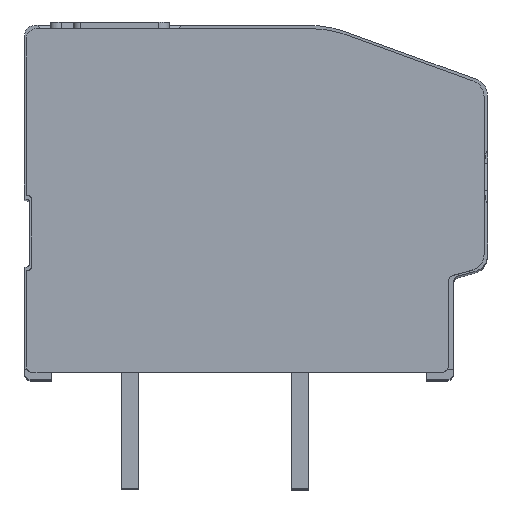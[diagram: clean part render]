
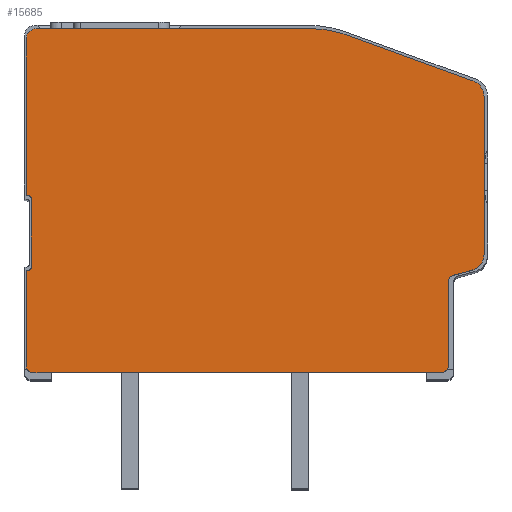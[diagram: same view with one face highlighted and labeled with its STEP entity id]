
A CAD part, top view. The second image highlights one B-rep face of the part: STEP entity #15685.
In plain terms, the highlighted planar face has unit normal (0, 0, 1).
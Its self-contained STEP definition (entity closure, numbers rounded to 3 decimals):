
#201=PLANE('',#16589);
#1246=LINE('',#22489,#2522);
#1248=LINE('',#22493,#2524);
#1251=LINE('',#22501,#2527);
#1254=LINE('',#22509,#2530);
#1256=LINE('',#22513,#2532);
#1259=LINE('',#22521,#2535);
#1262=LINE('',#22529,#2538);
#1265=LINE('',#22537,#2541);
#1268=LINE('',#22545,#2544);
#1271=LINE('',#22553,#2547);
#1274=LINE('',#22560,#2550);
#2522=VECTOR('',#18822,1000.);
#2524=VECTOR('',#18826,1000.);
#2527=VECTOR('',#18835,1000.);
#2530=VECTOR('',#18844,1000.);
#2532=VECTOR('',#18848,1000.);
#2535=VECTOR('',#18857,1000.);
#2538=VECTOR('',#18866,1000.);
#2541=VECTOR('',#18875,1000.);
#2544=VECTOR('',#18884,1000.);
#2547=VECTOR('',#18893,1000.);
#2550=VECTOR('',#18902,1000.);
#4563=ORIENTED_EDGE('',*,*,#7388,.T.);
#4564=ORIENTED_EDGE('',*,*,#7391,.T.);
#4565=ORIENTED_EDGE('',*,*,#7393,.T.);
#4566=ORIENTED_EDGE('',*,*,#7395,.F.);
#4567=ORIENTED_EDGE('',*,*,#7397,.T.);
#4568=ORIENTED_EDGE('',*,*,#7399,.F.);
#4569=ORIENTED_EDGE('',*,*,#7401,.T.);
#4570=ORIENTED_EDGE('',*,*,#7403,.T.);
#4571=ORIENTED_EDGE('',*,*,#7405,.T.);
#4572=ORIENTED_EDGE('',*,*,#7407,.T.);
#4573=ORIENTED_EDGE('',*,*,#7409,.T.);
#4574=ORIENTED_EDGE('',*,*,#7411,.T.);
#4575=ORIENTED_EDGE('',*,*,#7413,.F.);
#4576=ORIENTED_EDGE('',*,*,#7415,.T.);
#4577=ORIENTED_EDGE('',*,*,#7417,.T.);
#4578=ORIENTED_EDGE('',*,*,#7419,.T.);
#4579=ORIENTED_EDGE('',*,*,#7421,.T.);
#4580=ORIENTED_EDGE('',*,*,#7423,.T.);
#4581=ORIENTED_EDGE('',*,*,#7425,.T.);
#4582=ORIENTED_EDGE('',*,*,#7427,.T.);
#7388=EDGE_CURVE('',#8833,#8832,#9372,.T.);
#7391=EDGE_CURVE('',#8832,#8834,#1246,.T.);
#7393=EDGE_CURVE('',#8834,#8835,#1248,.T.);
#7395=EDGE_CURVE('',#8836,#8835,#9373,.T.);
#7397=EDGE_CURVE('',#8836,#8837,#1251,.T.);
#7399=EDGE_CURVE('',#8838,#8837,#9374,.T.);
#7401=EDGE_CURVE('',#8838,#8839,#1254,.T.);
#7403=EDGE_CURVE('',#8839,#8840,#1256,.T.);
#7405=EDGE_CURVE('',#8840,#8841,#9375,.T.);
#7407=EDGE_CURVE('',#8841,#8842,#1259,.T.);
#7409=EDGE_CURVE('',#8842,#8843,#9376,.T.);
#7411=EDGE_CURVE('',#8843,#8844,#1262,.T.);
#7413=EDGE_CURVE('',#8845,#8844,#9377,.T.);
#7415=EDGE_CURVE('',#8845,#8846,#1265,.T.);
#7417=EDGE_CURVE('',#8846,#8847,#9378,.T.);
#7419=EDGE_CURVE('',#8847,#8848,#1268,.T.);
#7421=EDGE_CURVE('',#8848,#8849,#9379,.T.);
#7423=EDGE_CURVE('',#8849,#8850,#1271,.T.);
#7425=EDGE_CURVE('',#8850,#8851,#9380,.T.);
#7427=EDGE_CURVE('',#8851,#8833,#1274,.T.);
#8832=VERTEX_POINT('',#22482);
#8833=VERTEX_POINT('',#22484);
#8834=VERTEX_POINT('',#22488);
#8835=VERTEX_POINT('',#22492);
#8836=VERTEX_POINT('',#22496);
#8837=VERTEX_POINT('',#22500);
#8838=VERTEX_POINT('',#22504);
#8839=VERTEX_POINT('',#22508);
#8840=VERTEX_POINT('',#22512);
#8841=VERTEX_POINT('',#22516);
#8842=VERTEX_POINT('',#22520);
#8843=VERTEX_POINT('',#22524);
#8844=VERTEX_POINT('',#22528);
#8845=VERTEX_POINT('',#22532);
#8846=VERTEX_POINT('',#22536);
#8847=VERTEX_POINT('',#22540);
#8848=VERTEX_POINT('',#22544);
#8849=VERTEX_POINT('',#22548);
#8850=VERTEX_POINT('',#22552);
#8851=VERTEX_POINT('',#22556);
#9372=CIRCLE('',#16561,0.3);
#9373=CIRCLE('',#16565,0.1);
#9374=CIRCLE('',#16568,0.1);
#9375=CIRCLE('',#16572,0.2);
#9376=CIRCLE('',#16575,0.2);
#9377=CIRCLE('',#16578,0.2);
#9378=CIRCLE('',#16581,0.5);
#9379=CIRCLE('',#16584,0.5);
#9380=CIRCLE('',#16587,3.);
#9762=EDGE_LOOP('',(#4563,#4564,#4565,#4566,#4567,#4568,#4569,#4570,#4571,
#4572,#4573,#4574,#4575,#4576,#4577,#4578,#4579,#4580,#4581,#4582));
#10447=FACE_BOUND('',#9762,.T.);
#15685=ADVANCED_FACE('',(#10447),#201,.T.);
#16561=AXIS2_PLACEMENT_3D('',#22483,#18816,#18817);
#16565=AXIS2_PLACEMENT_3D('',#22497,#18830,#18831);
#16568=AXIS2_PLACEMENT_3D('',#22505,#18839,#18840);
#16572=AXIS2_PLACEMENT_3D('',#22517,#18852,#18853);
#16575=AXIS2_PLACEMENT_3D('',#22525,#18861,#18862);
#16578=AXIS2_PLACEMENT_3D('',#22533,#18870,#18871);
#16581=AXIS2_PLACEMENT_3D('',#22541,#18879,#18880);
#16584=AXIS2_PLACEMENT_3D('',#22549,#18888,#18889);
#16587=AXIS2_PLACEMENT_3D('',#22557,#18897,#18898);
#16589=AXIS2_PLACEMENT_3D('',#22561,#18903,#18904);
#18816=DIRECTION('',(0.,0.,1.));
#18817=DIRECTION('',(1.,0.,0.));
#18822=DIRECTION('',(0.,-1.,0.));
#18826=DIRECTION('',(1.,0.,0.));
#18830=DIRECTION('',(0.,0.,1.));
#18831=DIRECTION('',(1.,0.,0.));
#18835=DIRECTION('',(0.,-1.,0.));
#18839=DIRECTION('',(0.,0.,1.));
#18840=DIRECTION('',(1.,0.,0.));
#18844=DIRECTION('',(-1.,0.,0.));
#18848=DIRECTION('',(0.,-1.,0.));
#18852=DIRECTION('',(0.,0.,1.));
#18853=DIRECTION('',(1.,0.,0.));
#18857=DIRECTION('',(1.,0.,0.));
#18861=DIRECTION('',(0.,0.,1.));
#18862=DIRECTION('',(1.,0.,0.));
#18866=DIRECTION('',(0.,1.,0.));
#18870=DIRECTION('',(0.,0.,1.));
#18871=DIRECTION('',(1.,0.,0.));
#18875=DIRECTION('',(0.966,0.259,0.));
#18879=DIRECTION('',(0.,0.,1.));
#18880=DIRECTION('',(1.,0.,0.));
#18884=DIRECTION('',(0.,1.,0.));
#18888=DIRECTION('',(0.,0.,1.));
#18889=DIRECTION('',(1.,0.,0.));
#18893=DIRECTION('',(-0.94,0.341,0.));
#18897=DIRECTION('',(0.,0.,1.));
#18898=DIRECTION('',(1.,0.,0.));
#18902=DIRECTION('',(-1.,0.,0.));
#18903=DIRECTION('',(0.,0.,1.));
#18904=DIRECTION('',(1.,0.,0.));
#22482=CARTESIAN_POINT('',(-8.05,10.,29.5));
#22483=CARTESIAN_POINT('',(-7.75,10.,29.5));
#22484=CARTESIAN_POINT('',(-7.75,10.3,29.5));
#22488=CARTESIAN_POINT('',(-8.05,5.4,29.5));
#22489=CARTESIAN_POINT('',(-8.05,10.,29.5));
#22492=CARTESIAN_POINT('',(-8.,5.4,29.5));
#22493=CARTESIAN_POINT('',(-8.05,5.4,29.5));
#22496=CARTESIAN_POINT('',(-7.9,5.3,29.5));
#22497=CARTESIAN_POINT('',(-8.,5.3,29.5));
#22500=CARTESIAN_POINT('',(-7.9,3.3,29.5));
#22501=CARTESIAN_POINT('',(-7.9,5.3,29.5));
#22504=CARTESIAN_POINT('',(-8.,3.2,29.5));
#22505=CARTESIAN_POINT('',(-8.,3.3,29.5));
#22508=CARTESIAN_POINT('',(-8.05,3.2,29.5));
#22509=CARTESIAN_POINT('',(-8.,3.2,29.5));
#22512=CARTESIAN_POINT('',(-8.05,0.4,29.5));
#22513=CARTESIAN_POINT('',(-8.05,3.2,29.5));
#22516=CARTESIAN_POINT('',(-7.85,0.2,29.5));
#22517=CARTESIAN_POINT('',(-7.85,0.4,29.5));
#22520=CARTESIAN_POINT('',(4.15,0.2,29.5));
#22521=CARTESIAN_POINT('',(-7.85,0.2,29.5));
#22524=CARTESIAN_POINT('',(4.35,0.4,29.5));
#22525=CARTESIAN_POINT('',(4.15,0.4,29.5));
#22528=CARTESIAN_POINT('',(4.35,2.865,29.5));
#22529=CARTESIAN_POINT('',(4.35,0.4,29.5));
#22532=CARTESIAN_POINT('',(4.498,3.058,29.5));
#22533=CARTESIAN_POINT('',(4.55,2.865,29.5));
#22536=CARTESIAN_POINT('',(5.029,3.201,29.5));
#22537=CARTESIAN_POINT('',(4.498,3.058,29.5));
#22540=CARTESIAN_POINT('',(5.4,3.684,29.5));
#22541=CARTESIAN_POINT('',(4.9,3.684,29.5));
#22544=CARTESIAN_POINT('',(5.4,8.299,29.5));
#22545=CARTESIAN_POINT('',(5.4,3.684,29.5));
#22548=CARTESIAN_POINT('',(5.07,8.77,29.5));
#22549=CARTESIAN_POINT('',(4.9,8.299,29.5));
#22552=CARTESIAN_POINT('',(1.346,10.12,29.5));
#22553=CARTESIAN_POINT('',(5.07,8.77,29.5));
#22556=CARTESIAN_POINT('',(0.323,10.3,29.5));
#22557=CARTESIAN_POINT('',(0.323,7.3,29.5));
#22560=CARTESIAN_POINT('',(0.323,10.3,29.5));
#22561=CARTESIAN_POINT('',(-7.75,10.,29.5));
